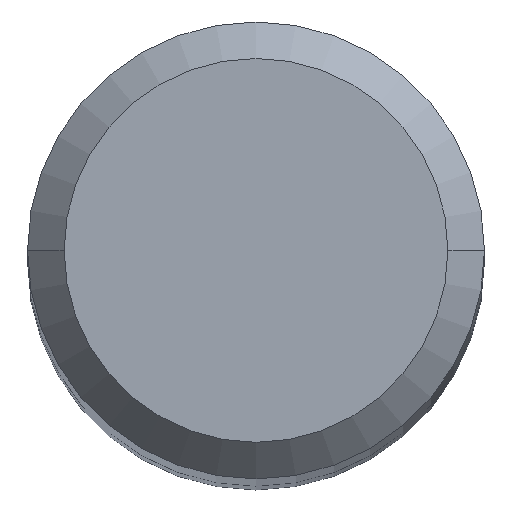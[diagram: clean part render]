
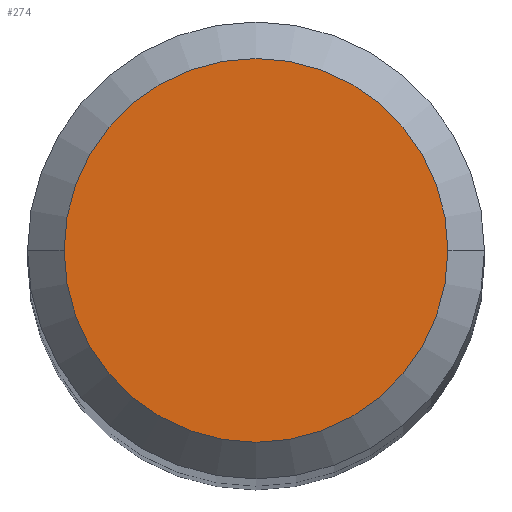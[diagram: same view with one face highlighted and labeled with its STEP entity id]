
A CAD part, top view. The second image highlights one B-rep face of the part: STEP entity #274.
In plain terms, the highlighted planar face has unit normal (0, 0, 1).
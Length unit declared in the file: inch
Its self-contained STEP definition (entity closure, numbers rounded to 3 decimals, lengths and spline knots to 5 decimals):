
#35 = FACE_OUTER_BOUND ( 'NONE', #467, .T. ) ;
#62 = EDGE_CURVE ( 'NONE', #360, #492, #186, .T. ) ;
#66 = CARTESIAN_POINT ( 'NONE',  ( 0., 0., 0. ) ) ;
#75 = DIRECTION ( 'NONE',  ( 0., 0., -1. ) ) ;
#99 = DIRECTION ( 'NONE',  ( 0., 0., 1. ) ) ;
#108 = AXIS2_PLACEMENT_3D ( 'NONE', #161, #75, #193 ) ;
#161 = CARTESIAN_POINT ( 'NONE',  ( 0., 0.105, 0. ) ) ;
#176 = CARTESIAN_POINT ( 'NONE',  ( -0.105, 0., 0. ) ) ;
#181 = DIRECTION ( 'NONE',  ( 1., 0., 0. ) ) ;
#186 = CIRCLE ( 'NONE', #212, 0.105 ) ;
#193 = DIRECTION ( 'NONE',  ( -1., 0., 0. ) ) ;
#204 = CIRCLE ( 'NONE', #221, 0.105 ) ;
#211 = ORIENTED_EDGE ( 'NONE', *, *, #397, .T. ) ;
#212 = AXIS2_PLACEMENT_3D ( 'NONE', #265, #481, #181 ) ;
#221 = AXIS2_PLACEMENT_3D ( 'NONE', #66, #99, #407 ) ;
#265 = CARTESIAN_POINT ( 'NONE',  ( 0., 0., 0. ) ) ;
#274 = ADVANCED_FACE ( 'NONE', ( #35 ), #388, .F. ) ;
#312 = ORIENTED_EDGE ( 'NONE', *, *, #62, .T. ) ;
#341 = CARTESIAN_POINT ( 'NONE',  ( 0.105, 0., 0. ) ) ;
#360 = VERTEX_POINT ( 'NONE', #176 ) ;
#388 = PLANE ( 'NONE',  #108 ) ;
#397 = EDGE_CURVE ( 'NONE', #492, #360, #204, .T. ) ;
#407 = DIRECTION ( 'NONE',  ( 1., 0., 0. ) ) ;
#467 = EDGE_LOOP ( 'NONE', ( #312, #211 ) ) ;
#481 = DIRECTION ( 'NONE',  ( 0., 0., 1. ) ) ;
#492 = VERTEX_POINT ( 'NONE', #341 ) ;
